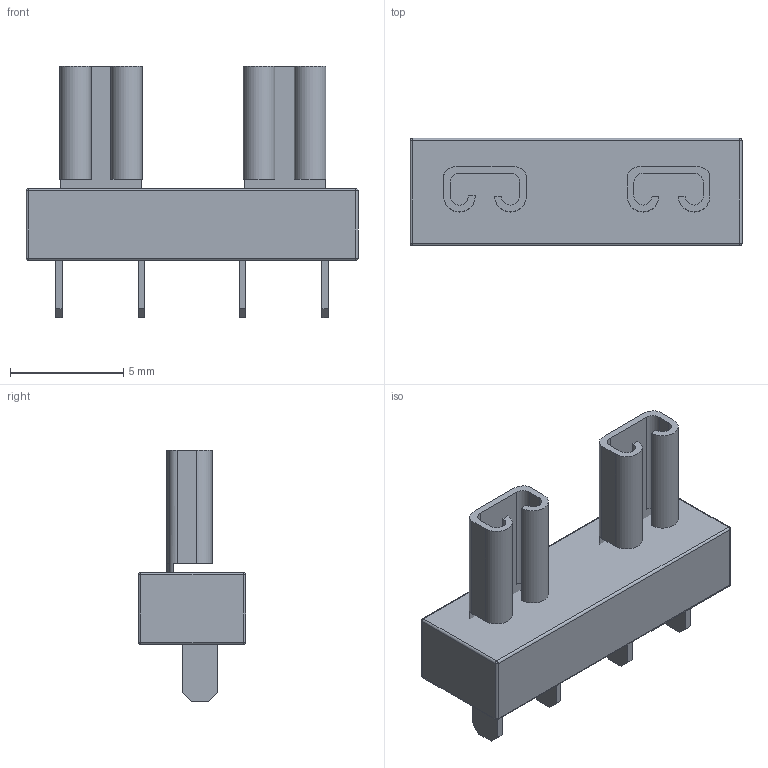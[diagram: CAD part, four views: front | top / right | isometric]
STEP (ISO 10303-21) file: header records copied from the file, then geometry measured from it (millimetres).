
FILE_DESCRIPTION(/* description */ (''),/* implementation_level */ '2;1');
FILE_NAME(/* name */ 'Mini Blade Fuse Holder.step',/* time_stamp */ '2019-07-21T00:12:36+10:00',/* author */ (''),/* organization */ (''),/* preprocessor_version */ 'ST-DEVELOPER v18',/* originating_system */ 'Autodesk Translation Framework v8.2.0.1029',/* authorisation */ '');
FILE_SCHEMA (('AUTOMOTIVE_DESIGN { 1 0 10303 214 3 1 1 }'));
Length unit declared in the file: millimetre
Products named in the file (4): Fuse Holder Mini Blade; Fuse Holder; Body; Pins
Assembly tree (3 placements, depth 3):
  Fuse Holder Mini Blade
    Fuse Holder
      Body
      Pins
Bounding box: 14.68 x 4.75 x 11.13 mm (x, y, z)
Volume: 253.9 mm3; surface area: 497.4 mm2
Topology: 7 solids, 7 shells, 106 faces, 252 edges, 160 vertices
Faces by surface type: plane 62, cylinder 36, sphere 8
Entity records: 3160 total; most frequent: DIRECTION 552, CARTESIAN_POINT 526, ORIENTED_EDGE 504, EDGE_CURVE 252, AXIS2_PLACEMENT_3D 186, LINE 180, VECTOR 180, VERTEX_POINT 160
